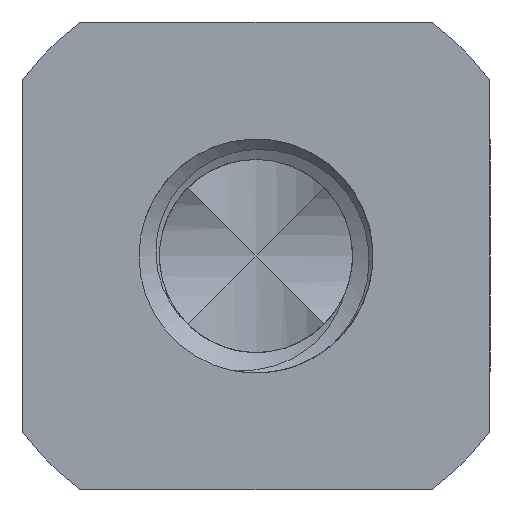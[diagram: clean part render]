
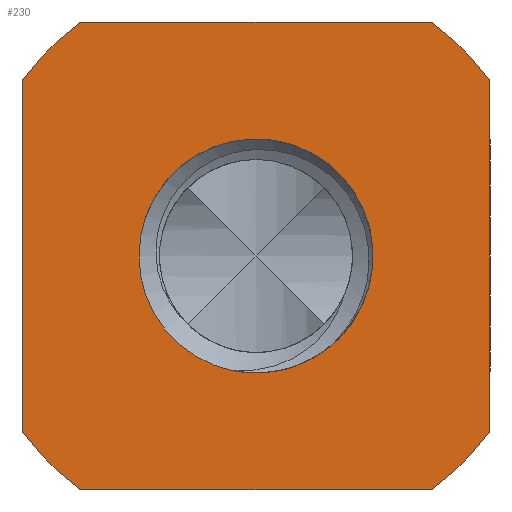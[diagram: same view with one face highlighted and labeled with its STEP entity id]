
A CAD part, front view. The second image highlights one B-rep face of the part: STEP entity #230.
In plain terms, the highlighted planar face has unit normal (0, -1, 0).
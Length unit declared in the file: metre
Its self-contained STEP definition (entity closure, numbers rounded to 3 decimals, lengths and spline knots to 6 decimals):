
#230 = ADVANCED_FACE( 'NONE', ( #603, #604 ), #605, .F. );
#603 = FACE_OUTER_BOUND( '', #1586, .T. );
#604 = FACE_BOUND( '', #1587, .T. );
#605 = PLANE( '', #1588 );
#1586 = EDGE_LOOP( '', ( #3347, #3348, #3349, #3350, #3351, #3352, #3353, #3354 ) );
#1587 = EDGE_LOOP( '', ( #3355, #3356 ) );
#1588 = AXIS2_PLACEMENT_3D( '', #3357, #3358, #3359 );
#3347 = ORIENTED_EDGE( '', *, *, #4774, .F. );
#3348 = ORIENTED_EDGE( '', *, *, #4804, .F. );
#3349 = ORIENTED_EDGE( '', *, *, #4725, .F. );
#3350 = ORIENTED_EDGE( '', *, *, #4805, .F. );
#3351 = ORIENTED_EDGE( '', *, *, #4806, .T. );
#3352 = ORIENTED_EDGE( '', *, *, #4807, .F. );
#3353 = ORIENTED_EDGE( '', *, *, #4788, .T. );
#3354 = ORIENTED_EDGE( '', *, *, #4808, .F. );
#3355 = ORIENTED_EDGE( '', *, *, #4656, .T. );
#3356 = ORIENTED_EDGE( '', *, *, #4809, .T. );
#3357 = CARTESIAN_POINT( '', ( 0., -0.004, 0. ) );
#3358 = DIRECTION( '', ( 0., 1., 0. ) );
#3359 = DIRECTION( '', ( 1., 0., 0. ) );
#4656 = EDGE_CURVE( 'NONE', #5498, #5496, #5499, .T. );
#4725 = EDGE_CURVE( 'NONE', #5622, #5623, #5624, .T. );
#4774 = EDGE_CURVE( 'NONE', #5710, #5711, #5712, .T. );
#4788 = EDGE_CURVE( 'NONE', #5736, #5737, #5738, .T. );
#4804 = EDGE_CURVE( 'NONE', #5623, #5710, #5764, .T. );
#4805 = EDGE_CURVE( 'NONE', #5765, #5622, #5766, .T. );
#4806 = EDGE_CURVE( 'NONE', #5765, #5767, #5768, .T. );
#4807 = EDGE_CURVE( 'NONE', #5736, #5767, #5769, .T. );
#4808 = EDGE_CURVE( 'NONE', #5711, #5737, #5770, .T. );
#4809 = EDGE_CURVE( 'NONE', #5496, #5498, #5771, .T. );
#5496 = VERTEX_POINT( 'NONE', #7598 );
#5498 = VERTEX_POINT( 'NONE', #7615 );
#5499 = CIRCLE( '', #7616, 0.002 );
#5622 = VERTEX_POINT( 'NONE', #7984 );
#5623 = VERTEX_POINT( 'NONE', #7985 );
#5624 = LINE( '', #7986, #7987 );
#5710 = VERTEX_POINT( 'NONE', #8446 );
#5711 = VERTEX_POINT( 'NONE', #8447 );
#5712 = LINE( '', #8448, #8449 );
#5736 = VERTEX_POINT( 'NONE', #8475 );
#5737 = VERTEX_POINT( 'NONE', #8476 );
#5738 = LINE( '', #8477, #8478 );
#5764 = CIRCLE( '', #8509, 0.005 );
#5765 = VERTEX_POINT( 'NONE', #8510 );
#5766 = CIRCLE( '', #8511, 0.005 );
#5767 = VERTEX_POINT( 'NONE', #8512 );
#5768 = LINE( '', #8513, #8514 );
#5769 = CIRCLE( '', #8515, 0.005 );
#5770 = CIRCLE( '', #8516, 0.005 );
#5771 = CIRCLE( '', #8517, 0.002 );
#7598 = CARTESIAN_POINT( '', ( -0.000397, -0.004, -0.00196 ) );
#7615 = CARTESIAN_POINT( '', ( 0.001124, -0.004, -0.001654 ) );
#7616 = AXIS2_PLACEMENT_3D( '', #11171, #11172, #11173 );
#7984 = CARTESIAN_POINT( '', ( -0.004, -0.004, -0.003 ) );
#7985 = CARTESIAN_POINT( '', ( -0.004, -0.004, 0.003 ) );
#7986 = CARTESIAN_POINT( '', ( -0.004, -0.004, 0. ) );
#7987 = VECTOR( '', #11250, 1. );
#8446 = CARTESIAN_POINT( '', ( -0.003, -0.004, 0.004 ) );
#8447 = CARTESIAN_POINT( '', ( 0.003, -0.004, 0.004 ) );
#8448 = CARTESIAN_POINT( '', ( 0., -0.004, 0.004 ) );
#8449 = VECTOR( '', #11289, 1. );
#8475 = CARTESIAN_POINT( '', ( 0.004, -0.004, -0.003 ) );
#8476 = CARTESIAN_POINT( '', ( 0.004, -0.004, 0.003 ) );
#8477 = CARTESIAN_POINT( '', ( 0.004, -0.004, 0. ) );
#8478 = VECTOR( '', #11322, 1. );
#8509 = AXIS2_PLACEMENT_3D( '', #11355, #11356, #11357 );
#8510 = CARTESIAN_POINT( '', ( -0.003, -0.004, -0.004 ) );
#8511 = AXIS2_PLACEMENT_3D( '', #11358, #11359, #11360 );
#8512 = CARTESIAN_POINT( '', ( 0.003, -0.004, -0.004 ) );
#8513 = CARTESIAN_POINT( '', ( 0., -0.004, -0.004 ) );
#8514 = VECTOR( '', #11361, 1. );
#8515 = AXIS2_PLACEMENT_3D( '', #11362, #11363, #11364 );
#8516 = AXIS2_PLACEMENT_3D( '', #11365, #11366, #11367 );
#8517 = AXIS2_PLACEMENT_3D( '', #11368, #11369, #11370 );
#11171 = CARTESIAN_POINT( '', ( 0., -0.004, 0. ) );
#11172 = DIRECTION( '', ( 0., 1., 0. ) );
#11173 = DIRECTION( '', ( 0., 0., 1. ) );
#11250 = DIRECTION( '', ( 0., 0., 1. ) );
#11289 = DIRECTION( '', ( 1., 0., 0. ) );
#11322 = DIRECTION( '', ( 0., 0., 1. ) );
#11355 = CARTESIAN_POINT( '', ( 0., -0.004, 0. ) );
#11356 = DIRECTION( '', ( 0., 1., 0. ) );
#11357 = DIRECTION( '', ( 0., 0., 1. ) );
#11358 = CARTESIAN_POINT( '', ( 0., -0.004, 0. ) );
#11359 = DIRECTION( '', ( 0., 1., 0. ) );
#11360 = DIRECTION( '', ( 0., 0., 1. ) );
#11361 = DIRECTION( '', ( 1., 0., 0. ) );
#11362 = CARTESIAN_POINT( '', ( 0., -0.004, 0. ) );
#11363 = DIRECTION( '', ( 0., 1., 0. ) );
#11364 = DIRECTION( '', ( 0., 0., 1. ) );
#11365 = CARTESIAN_POINT( '', ( 0., -0.004, 0. ) );
#11366 = DIRECTION( '', ( 0., 1., 0. ) );
#11367 = DIRECTION( '', ( 0., 0., 1. ) );
#11368 = CARTESIAN_POINT( '', ( 0., -0.004, 0. ) );
#11369 = DIRECTION( '', ( 0., 1., 0. ) );
#11370 = DIRECTION( '', ( 0., 0., 1. ) );
